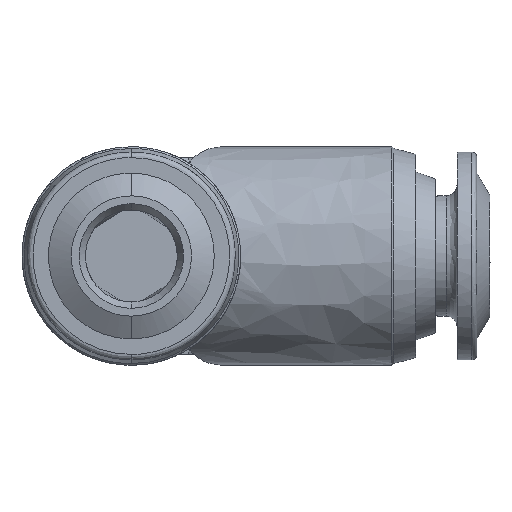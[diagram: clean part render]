
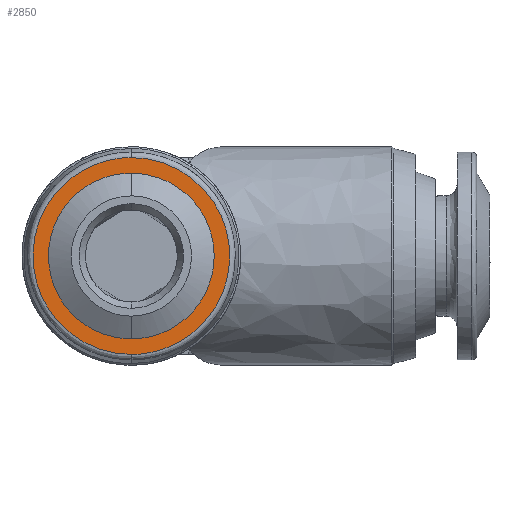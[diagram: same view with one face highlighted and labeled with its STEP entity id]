
A CAD part, front view. The second image highlights one B-rep face of the part: STEP entity #2850.
In plain terms, the highlighted free-form (B-spline) face has degree [1, 1] with [2, 2] control points.
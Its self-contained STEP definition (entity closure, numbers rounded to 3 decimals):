
#130 = FACE_BOUND ( 'NONE', #2222, .T. ) ;
#186 = B_SPLINE_SURFACE_WITH_KNOTS ( 'NONE', 1, 1, ( 
 ( #5534, #5264 ),
 ( #4720, #4742 ) ),
 .UNSPECIFIED., .F., .F., .F.,
 ( 2, 2 ),
 ( 2, 2 ),
 ( 0., 1. ),
 ( 0., 1. ),
 .UNSPECIFIED. ) ;
#277 = ORIENTED_EDGE ( 'NONE', *, *, #1666, .F. ) ;
#366 = ORIENTED_EDGE ( 'NONE', *, *, #3569, .T. ) ;
#452 = CARTESIAN_POINT ( 'NONE',  ( 196.602, -54.916, -21.211 ) ) ;
#822 = CARTESIAN_POINT ( 'NONE',  ( 199.427, -54.916, -21.969 ) ) ;
#889 = CARTESIAN_POINT ( 'NONE',  ( 196.602, -54.916, -28.789 ) ) ;
#954 = CARTESIAN_POINT ( 'NONE',  ( 193.31, -54.916, -25.498 ) ) ;
#963 = CARTESIAN_POINT ( 'NONE',  ( 197.1, -54.916, -21.211 ) ) ;
#976 = CARTESIAN_POINT ( 'NONE',  ( 193.408, -54.916, -24.01 ) ) ;
#1205 = ORIENTED_EDGE ( 'NONE', *, *, #3123, .F. ) ;
#1316 = CARTESIAN_POINT ( 'NONE',  ( 197.597, -54.916, -21.211 ) ) ;
#1355 = CARTESIAN_POINT ( 'NONE',  ( 197.1, -54.916, -20.5 ) ) ;
#1401 = CARTESIAN_POINT ( 'NONE',  ( 197.597, -54.916, -28.789 ) ) ;
#1559 = VERTEX_POINT ( 'NONE', #3303 ) ;
#1666 = EDGE_CURVE ( 'NONE', #4663, #1559, #4579, .T. ) ;
#1755 = CARTESIAN_POINT ( 'NONE',  ( 199.009, -54.916, -21.69 ) ) ;
#1832 = CARTESIAN_POINT ( 'NONE',  ( 194.772, -54.916, -28.031 ) ) ;
#1910 = CARTESIAN_POINT ( 'NONE',  ( 200.41, -54.916, -26.91 ) ) ;
#1972 = CARTESIAN_POINT ( 'NONE',  ( 197.1, -54.916, -29.5 ) ) ;
#2039 = ORIENTED_EDGE ( 'NONE', *, *, #3704, .T. ) ;
#2222 = EDGE_LOOP ( 'NONE', ( #2039, #366 ) ) ;
#2312 = CARTESIAN_POINT ( 'NONE',  ( 193.408, -54.916, -25.99 ) ) ;
#2354 = CARTESIAN_POINT ( 'NONE',  ( 193.31, -54.916, -24.502 ) ) ;
#2426 = B_SPLINE_CURVE_WITH_KNOTS ( 'NONE', 3,
 ( #4712, #889, #2775, #4624, #1832, #2744, #4120, #2312, #954, #2354, #976, #4190, #2726, #5614, #5164, #3200, #452, #3669 ),
 .UNSPECIFIED., .F., .F.,
 ( 4, 2, 2, 2, 2, 2, 2, 2, 4 ),
 ( 0., 0.393, 0.785, 1.178, 1.571, 1.963, 2.356, 2.749, 3.142 ),
 .UNSPECIFIED. ) ;
#2649 = CARTESIAN_POINT ( 'NONE',  ( 198.09, -54.916, -21.309 ) ) ;
#2663 = CARTESIAN_POINT ( 'NONE',  ( 206.1, -54.916, -29.5 ) ) ;
#2706 = CARTESIAN_POINT ( 'NONE',  ( 200.889, -54.916, -24.502 ) ) ;
#2725 = CARTESIAN_POINT ( 'NONE',  ( 188.1, -54.916, -20.5 ) ) ;
#2726 = CARTESIAN_POINT ( 'NONE',  ( 194.068, -54.916, -22.672 ) ) ;
#2744 = CARTESIAN_POINT ( 'NONE',  ( 194.068, -54.916, -27.328 ) ) ;
#2775 = CARTESIAN_POINT ( 'NONE',  ( 196.109, -54.916, -28.691 ) ) ;
#2850 = ADVANCED_FACE ( 'NONE', ( #130, #4945 ), #186, .T. ) ;
#3123 = EDGE_CURVE ( 'NONE', #1559, #4663, #5662, .T. ) ;
#3175 = CARTESIAN_POINT ( 'NONE',  ( 200.791, -54.916, -25.99 ) ) ;
#3200 = CARTESIAN_POINT ( 'NONE',  ( 196.109, -54.916, -21.309 ) ) ;
#3240 = CARTESIAN_POINT ( 'NONE',  ( 200.889, -54.916, -25.498 ) ) ;
#3303 = CARTESIAN_POINT ( 'NONE',  ( 197.1, -54.916, -20.5 ) ) ;
#3339 = EDGE_LOOP ( 'NONE', ( #277, #1205 ) ) ;
#3569 = EDGE_CURVE ( 'NONE', #4429, #5001, #3791, .T. ) ;
#3584 = CARTESIAN_POINT ( 'NONE',  ( 197.1, -54.916, -21.211 ) ) ;
#3624 = CARTESIAN_POINT ( 'NONE',  ( 197.1, -54.916, -29.5 ) ) ;
#3669 = CARTESIAN_POINT ( 'NONE',  ( 197.1, -54.916, -21.211 ) ) ;
#3704 = EDGE_CURVE ( 'NONE', #5001, #4429, #2426, .T. ) ;
#3791 = B_SPLINE_CURVE_WITH_KNOTS ( 'NONE', 3,
 ( #3584, #1316, #2649, #1755, #822, #4056, #5916, #5591, #2706, #3240, #3175, #1910, #5142, #6023, #6037, #4166, #1401, #4664 ),
 .UNSPECIFIED., .F., .F.,
 ( 4, 2, 2, 2, 2, 2, 2, 2, 4 ),
 ( 0., 0.393, 0.785, 1.178, 1.571, 1.963, 2.356, 2.749, 3.142 ),
 .UNSPECIFIED. ) ;
#4056 = CARTESIAN_POINT ( 'NONE',  ( 200.131, -54.916, -22.672 ) ) ;
#4120 = CARTESIAN_POINT ( 'NONE',  ( 193.789, -54.916, -26.91 ) ) ;
#4166 = CARTESIAN_POINT ( 'NONE',  ( 198.09, -54.916, -28.691 ) ) ;
#4190 = CARTESIAN_POINT ( 'NONE',  ( 193.789, -54.916, -23.09 ) ) ;
#4429 = VERTEX_POINT ( 'NONE', #963 ) ;
#4579 =( BOUNDED_CURVE ( )  B_SPLINE_CURVE ( 3, ( #3624, #5078, #2725, #1355 ),
 .UNSPECIFIED., .F., .T. ) 
 B_SPLINE_CURVE_WITH_KNOTS ( ( 4, 4 ),
 ( 0., 3.142 ),
 .UNSPECIFIED. ) 
 CURVE ( )  GEOMETRIC_REPRESENTATION_ITEM ( )  RATIONAL_B_SPLINE_CURVE ( ( 0.957, 0.319, 0.319, 0.957 ) ) 
 REPRESENTATION_ITEM ( '' )  );
#4613 = CARTESIAN_POINT ( 'NONE',  ( 206.1, -54.916, -20.5 ) ) ;
#4624 = CARTESIAN_POINT ( 'NONE',  ( 195.19, -54.916, -28.31 ) ) ;
#4663 = VERTEX_POINT ( 'NONE', #1972 ) ;
#4664 = CARTESIAN_POINT ( 'NONE',  ( 197.1, -54.916, -28.789 ) ) ;
#4712 = CARTESIAN_POINT ( 'NONE',  ( 197.1, -54.916, -28.789 ) ) ;
#4720 = CARTESIAN_POINT ( 'NONE',  ( 201.654, -54.916, -20.446 ) ) ;
#4742 = CARTESIAN_POINT ( 'NONE',  ( 192.546, -54.916, -20.446 ) ) ;
#4945 = FACE_OUTER_BOUND ( 'NONE', #3339, .T. ) ;
#5001 = VERTEX_POINT ( 'NONE', #5478 ) ;
#5048 = CARTESIAN_POINT ( 'NONE',  ( 197.1, -54.916, -29.5 ) ) ;
#5078 = CARTESIAN_POINT ( 'NONE',  ( 188.1, -54.916, -29.5 ) ) ;
#5142 = CARTESIAN_POINT ( 'NONE',  ( 200.131, -54.916, -27.328 ) ) ;
#5164 = CARTESIAN_POINT ( 'NONE',  ( 195.19, -54.916, -21.69 ) ) ;
#5264 = CARTESIAN_POINT ( 'NONE',  ( 192.546, -54.916, -29.554 ) ) ;
#5478 = CARTESIAN_POINT ( 'NONE',  ( 197.1, -54.916, -28.789 ) ) ;
#5534 = CARTESIAN_POINT ( 'NONE',  ( 201.654, -54.916, -29.554 ) ) ;
#5591 = CARTESIAN_POINT ( 'NONE',  ( 200.791, -54.916, -24.01 ) ) ;
#5614 = CARTESIAN_POINT ( 'NONE',  ( 194.772, -54.916, -21.969 ) ) ;
#5662 =( BOUNDED_CURVE ( )  B_SPLINE_CURVE ( 3, ( #5999, #4613, #2663, #5048 ),
 .UNSPECIFIED., .F., .T. ) 
 B_SPLINE_CURVE_WITH_KNOTS ( ( 4, 4 ),
 ( 0., 3.142 ),
 .UNSPECIFIED. ) 
 CURVE ( )  GEOMETRIC_REPRESENTATION_ITEM ( )  RATIONAL_B_SPLINE_CURVE ( ( 0.957, 0.319, 0.319, 0.957 ) ) 
 REPRESENTATION_ITEM ( '' )  );
#5916 = CARTESIAN_POINT ( 'NONE',  ( 200.41, -54.916, -23.09 ) ) ;
#5999 = CARTESIAN_POINT ( 'NONE',  ( 197.1, -54.916, -20.5 ) ) ;
#6023 = CARTESIAN_POINT ( 'NONE',  ( 199.427, -54.916, -28.031 ) ) ;
#6037 = CARTESIAN_POINT ( 'NONE',  ( 199.009, -54.916, -28.31 ) ) ;
